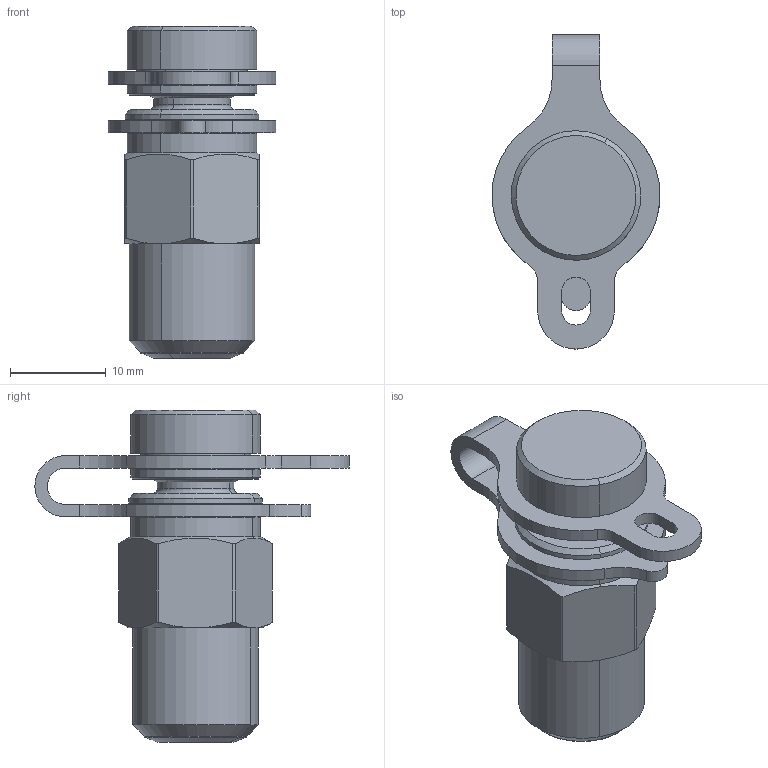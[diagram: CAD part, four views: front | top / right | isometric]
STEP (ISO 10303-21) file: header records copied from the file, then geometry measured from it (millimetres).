
FILE_DESCRIPTION(('CATIA V5 STEP Exchange'),'2;1');
FILE_NAME('STEP_100000_-_TST.stp','2019-09-23T08:23:29+00:00',('none'),('none'),'CATIA Version 5-6 Release 2016 SP4','CATIA V5 STEP AP203','none');
FILE_SCHEMA(('CONFIG_CONTROL_DESIGN'));
Length unit declared in the file: millimetre
Products named in the file (1): 100000 - TST
Bounding box: 17.5 x 32.75 x 34.6 mm (x, y, z)
Volume: 5297.5 mm3; surface area: 3149.1 mm2
Topology: 2 solids, 2 shells, 100 faces, 239 edges, 150 vertices
Faces by surface type: cylinder 45, cone 28, plane 25, torus 2
Entity records: 2772 total; most frequent: CARTESIAN_POINT 597, ORIENTED_EDGE 478, DIRECTION 347, EDGE_CURVE 239, AXIS2_PLACEMENT_3D 186, VERTEX_POINT 150, CIRCLE 120, EDGE_LOOP 113
